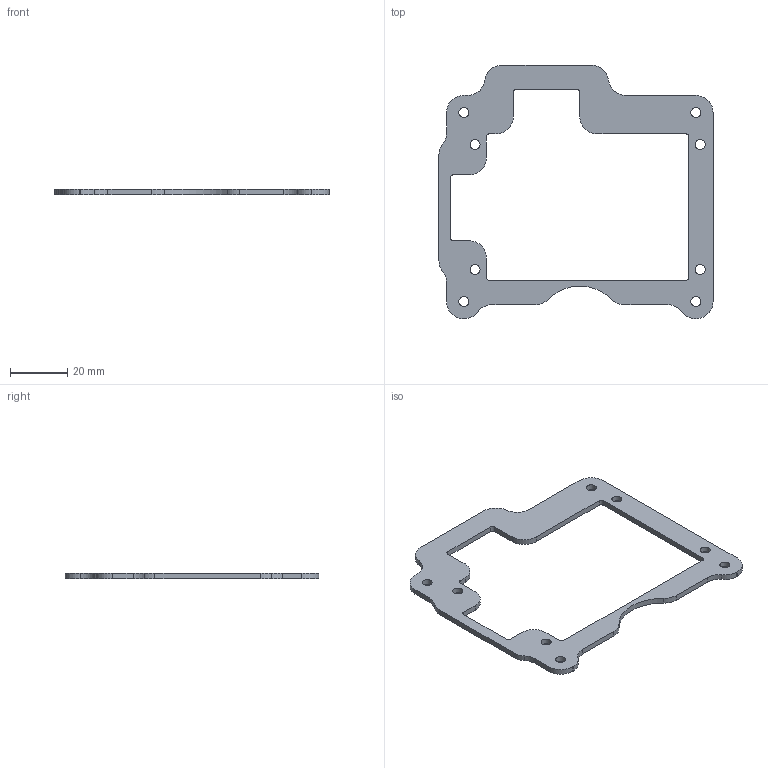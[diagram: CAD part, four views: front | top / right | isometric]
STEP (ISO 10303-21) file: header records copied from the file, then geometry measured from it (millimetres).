
FILE_DESCRIPTION((''),'2;1');
FILE_NAME('NextionDisplayMount1.stp','2018-01-18T17:02:09',('Kellerkinder'),(''),'AICNC','AICNC','');
FILE_SCHEMA(('AUTOMOTIVE_DESIGN { 1 0 10303 214 1 1 1 1 }'));
Length unit declared in the file: millimetre
Products named in the file (1): NextionDisplayMount1
Bounding box: 95.7 x 88.55 x 2 mm (x, y, z)
Volume: 5935.5 mm3; surface area: 7384.5 mm2
Topology: 1 solids, 1 shells, 64 faces, 186 edges, 124 vertices
Faces by surface type: cylinder 39, plane 25
Full cylindrical faces by diameter (mm): 3.5 x8
Entity records: 2170 total; most frequent: DIRECTION 386, CARTESIAN_POINT 367, ORIENTED_EDGE 356, EDGE_CURVE 178, AXIS2_PLACEMENT_3D 143, VERTEX_POINT 124, VECTOR 100, LINE 100
